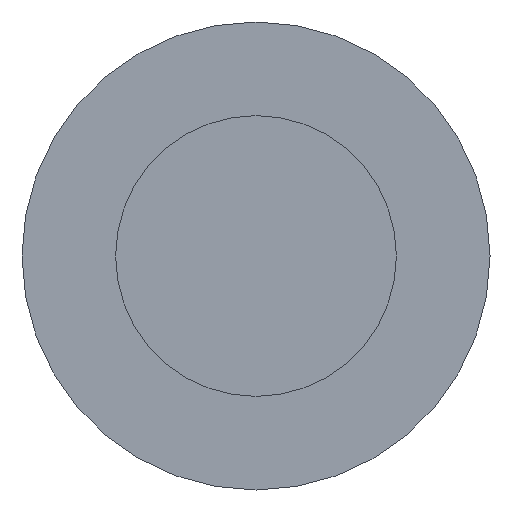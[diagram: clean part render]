
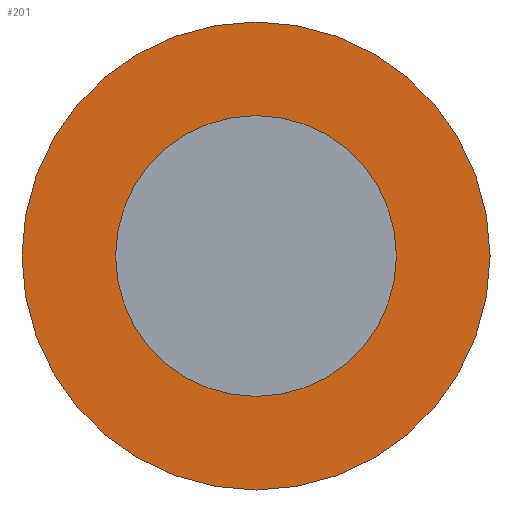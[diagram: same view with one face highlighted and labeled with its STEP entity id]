
A CAD part, front view. The second image highlights one B-rep face of the part: STEP entity #201.
In plain terms, the highlighted planar face has unit normal (0, -1, 0).
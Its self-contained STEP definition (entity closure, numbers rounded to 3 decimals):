
#6 = DIRECTION ( 'NONE',  ( 0., 1., 0. ) ) ;
#9 = ORIENTED_EDGE ( 'NONE', *, *, #249, .F. ) ;
#14 = CIRCLE ( 'NONE', #371, 1.5 ) ;
#22 = VERTEX_POINT ( 'NONE', #396 ) ;
#50 = ORIENTED_EDGE ( 'NONE', *, *, #108, .F. ) ;
#66 = DIRECTION ( 'NONE',  ( 0., 1., 0. ) ) ;
#94 = DIRECTION ( 'NONE',  ( 0., -1., 0. ) ) ;
#96 = CARTESIAN_POINT ( 'NONE',  ( 0., 0., 0. ) ) ;
#97 = ORIENTED_EDGE ( 'NONE', *, *, #418, .F. ) ;
#108 = EDGE_CURVE ( 'NONE', #22, #116, #294, .T. ) ;
#116 = VERTEX_POINT ( 'NONE', #117 ) ;
#117 = CARTESIAN_POINT ( 'NONE',  ( 0., 0., -2.5 ) ) ;
#128 = DIRECTION ( 'NONE',  ( 0., 0., -1. ) ) ;
#140 = CIRCLE ( 'NONE', #145, 2.5 ) ;
#145 = AXIS2_PLACEMENT_3D ( 'NONE', #96, #66, #229 ) ;
#155 = CARTESIAN_POINT ( 'NONE',  ( 0., 0., -1.5 ) ) ;
#172 = ORIENTED_EDGE ( 'NONE', *, *, #183, .F. ) ;
#181 = CARTESIAN_POINT ( 'NONE',  ( 0., 0., 0. ) ) ;
#183 = EDGE_CURVE ( 'NONE', #288, #251, #400, .T. ) ;
#196 = EDGE_LOOP ( 'NONE', ( #97, #50 ) ) ;
#201 = ADVANCED_FACE ( 'NONE', ( #313, #252 ), #401, .F. ) ;
#228 = DIRECTION ( 'NONE',  ( 0., 1., 0. ) ) ;
#229 = DIRECTION ( 'NONE',  ( 0., 0., -1. ) ) ;
#248 = AXIS2_PLACEMENT_3D ( 'NONE', #261, #228, #292 ) ;
#249 = EDGE_CURVE ( 'NONE', #251, #288, #14, .T. ) ;
#251 = VERTEX_POINT ( 'NONE', #155 ) ;
#252 = FACE_BOUND ( 'NONE', #378, .T. ) ;
#261 = CARTESIAN_POINT ( 'NONE',  ( 0., 0., 0. ) ) ;
#288 = VERTEX_POINT ( 'NONE', #391 ) ;
#289 = CARTESIAN_POINT ( 'NONE',  ( 0., 0., 0. ) ) ;
#292 = DIRECTION ( 'NONE',  ( 0., 0., 1. ) ) ;
#294 = CIRCLE ( 'NONE', #416, 2.5 ) ;
#298 = CARTESIAN_POINT ( 'NONE',  ( 0., 0., 0. ) ) ;
#313 = FACE_OUTER_BOUND ( 'NONE', #196, .T. ) ;
#315 = DIRECTION ( 'NONE',  ( 0., -1., 0. ) ) ;
#334 = AXIS2_PLACEMENT_3D ( 'NONE', #289, #315, #350 ) ;
#350 = DIRECTION ( 'NONE',  ( 0., 0., -1. ) ) ;
#371 = AXIS2_PLACEMENT_3D ( 'NONE', #298, #94, #128 ) ;
#378 = EDGE_LOOP ( 'NONE', ( #9, #172 ) ) ;
#391 = CARTESIAN_POINT ( 'NONE',  ( 0., 0., 1.5 ) ) ;
#396 = CARTESIAN_POINT ( 'NONE',  ( 0., 0., 2.5 ) ) ;
#400 = CIRCLE ( 'NONE', #334, 1.5 ) ;
#401 = PLANE ( 'NONE',  #248 ) ;
#404 = DIRECTION ( 'NONE',  ( 0., 0., -1. ) ) ;
#416 = AXIS2_PLACEMENT_3D ( 'NONE', #181, #6, #404 ) ;
#418 = EDGE_CURVE ( 'NONE', #116, #22, #140, .T. ) ;
